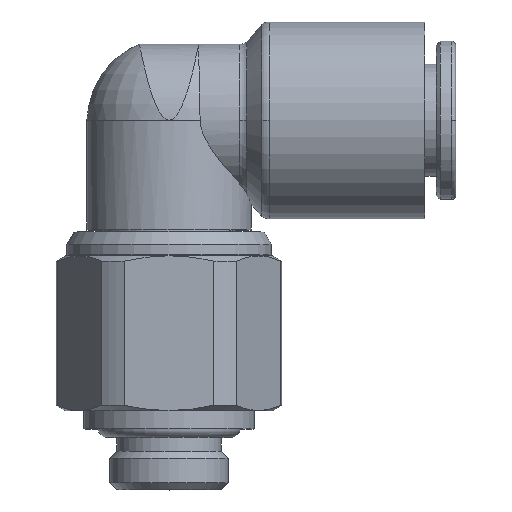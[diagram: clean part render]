
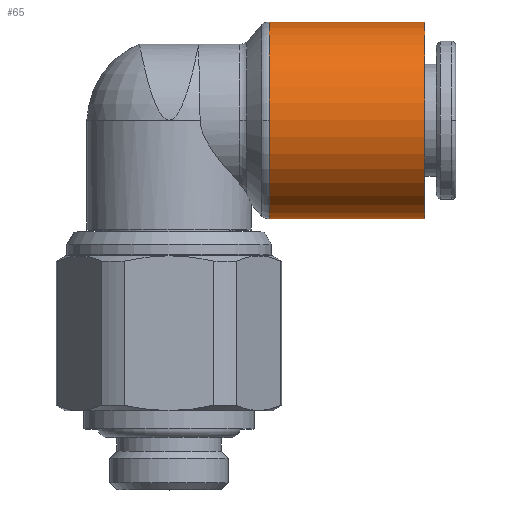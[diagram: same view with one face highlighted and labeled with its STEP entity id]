
A CAD part, top view. The second image highlights one B-rep face of the part: STEP entity #65.
In plain terms, the highlighted cylindrical face has radius 8.083 mm (diameter 16.166 mm), a partial arc.
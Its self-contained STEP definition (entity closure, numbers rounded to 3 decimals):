
#65=ADVANCED_FACE('',(#178),#179,.T.);
#178=FACE_OUTER_BOUND('',#373,.T.);
#179=CYLINDRICAL_SURFACE('',#374,8.083);
#373=EDGE_LOOP('',(#667,#668,#669,#670,#671));
#374=AXIS2_PLACEMENT_3D('',#672,#673,#674);
#667=ORIENTED_EDGE('',*,*,#1325,.F.);
#668=ORIENTED_EDGE('',*,*,#1326,.T.);
#669=ORIENTED_EDGE('',*,*,#1327,.T.);
#670=ORIENTED_EDGE('',*,*,#1328,.F.);
#671=ORIENTED_EDGE('',*,*,#1329,.F.);
#672=CARTESIAN_POINT('',(14.637,30.361,0.0));
#673=DIRECTION('',(1.0,0.0,0.0));
#674=DIRECTION('',(0.0,1.0,0.0));
#1325=EDGE_CURVE('',#1607,#1608,#1609,.T.);
#1326=EDGE_CURVE('',#1607,#1610,#1611,.T.);
#1327=EDGE_CURVE('',#1610,#1612,#1613,.T.);
#1328=EDGE_CURVE('',#1614,#1612,#1615,.T.);
#1329=EDGE_CURVE('',#1608,#1614,#1616,.T.);
#1607=VERTEX_POINT('',#2244);
#1608=VERTEX_POINT('',#2245);
#1609=LINE('',#2246,#2247);
#1610=VERTEX_POINT('',#2248);
#1611=CIRCLE('',#2249,8.083);
#1612=VERTEX_POINT('',#2250);
#1613=CIRCLE('',#2251,8.083);
#1614=VERTEX_POINT('',#2252);
#1615=LINE('',#2253,#2254);
#1616=CIRCLE('',#2255,8.083);
#2244=CARTESIAN_POINT('',(8.253,38.444,0.0));
#2245=CARTESIAN_POINT('',(21.021,38.444,0.0));
#2246=CARTESIAN_POINT('',(14.637,38.444,0.));
#2247=VECTOR('',#3140,1.0);
#2248=CARTESIAN_POINT('',(8.253,30.361,8.083));
#2249=AXIS2_PLACEMENT_3D('',#3141,#3142,#3143);
#2250=CARTESIAN_POINT('',(8.253,22.278,0.));
#2251=AXIS2_PLACEMENT_3D('',#3144,#3145,#3146);
#2252=CARTESIAN_POINT('',(21.021,22.278,0.));
#2253=CARTESIAN_POINT('',(14.637,22.278,0.));
#2254=VECTOR('',#3147,1.0);
#2255=AXIS2_PLACEMENT_3D('',#3148,#3149,#3150);
#3140=DIRECTION('',(1.0,0.0,0.0));
#3141=CARTESIAN_POINT('',(8.253,30.361,0.0));
#3142=DIRECTION('',(1.0,0.0,0.0));
#3143=DIRECTION('',(0.0,1.0,0.0));
#3144=CARTESIAN_POINT('',(8.253,30.361,0.0));
#3145=DIRECTION('',(1.0,0.0,0.0));
#3146=DIRECTION('',(0.0,1.0,0.0));
#3147=DIRECTION('',(-1.0,-0.0,-0.0));
#3148=CARTESIAN_POINT('',(21.021,30.361,0.0));
#3149=DIRECTION('',(1.0,0.0,0.0));
#3150=DIRECTION('',(0.0,1.0,0.0));
